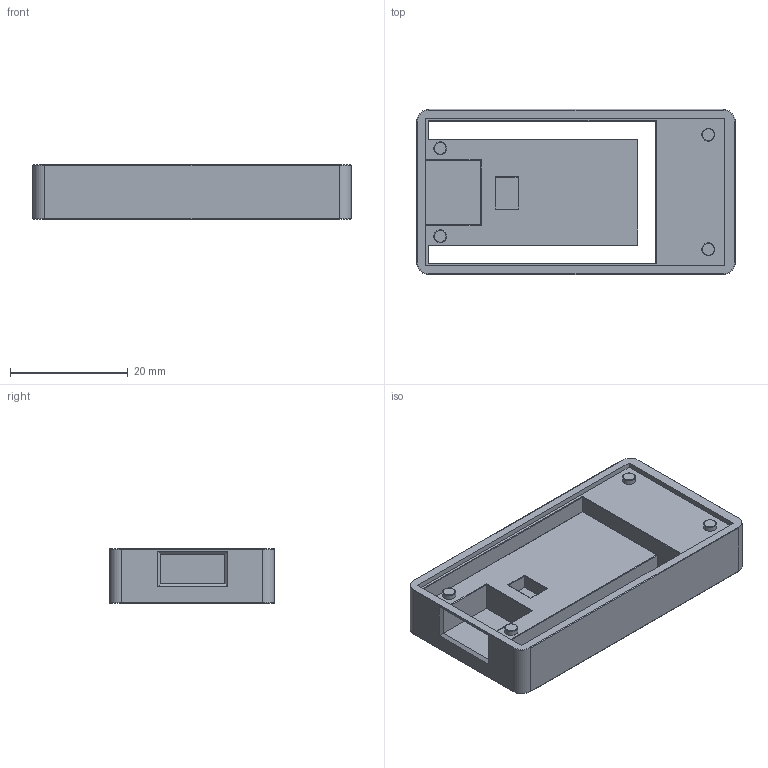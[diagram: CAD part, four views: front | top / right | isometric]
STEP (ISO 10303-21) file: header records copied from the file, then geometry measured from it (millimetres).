
FILE_DESCRIPTION(('FreeCAD Model'),'2;1');
FILE_NAME('case-Pinguino_SMD-45501.step','2017-01-04T23:29:44',( 'Author'),(''),'Open CASCADE STEP processor 6.8','FreeCAD','Unknown' );
FILE_SCHEMA(('AUTOMOTIVE_DESIGN_CC2 { 1 2 10303 214 -1 1 5 4 }'));
Length unit declared in the file: millimetre
Products named in the file (2): ASSEMBLY; case-Pinguino_SMD-4550
Assembly tree (1 placements, depth 2):
  ASSEMBLY
    case-Pinguino_SMD-4550
Bounding box: 54 x 28 x 9.2 mm (x, y, z)
Volume: 9731.9 mm3; surface area: 5855.6 mm2
Topology: 1 solids, 1 shells, 86 faces, 199 edges, 120 vertices
Faces by surface type: plane 37, cylinder 37, torus 12
Full cylindrical faces by diameter (mm): 2.2 x4
Entity records: 5246 total; most frequent: CARTESIAN_POINT 1207, DIRECTION 750, LINE 419, VECTOR 419, ORIENTED_EDGE 398, PCURVE 398, DEFINITIONAL_REPRESENTATION 398, EDGE_CURVE 199
